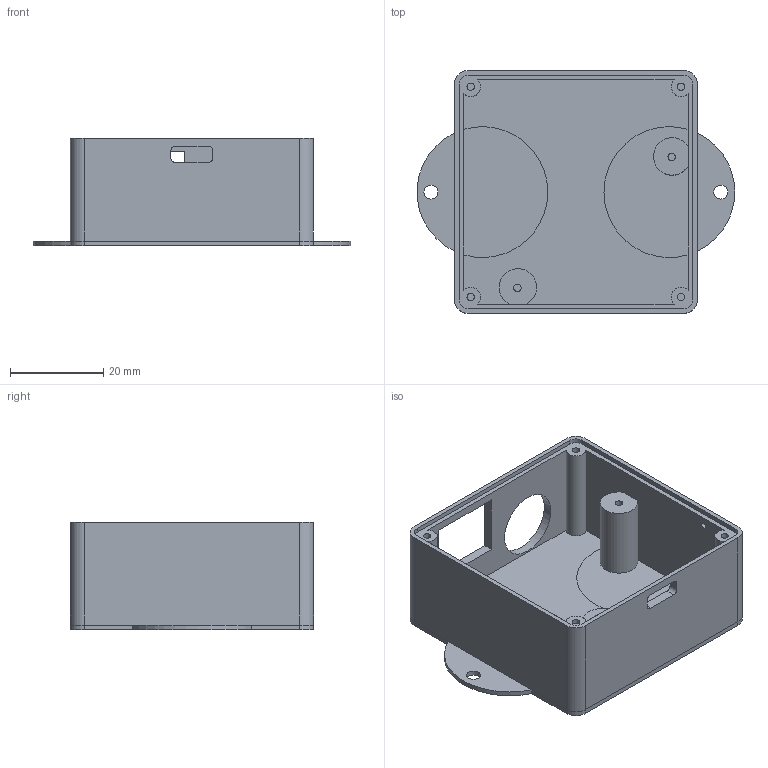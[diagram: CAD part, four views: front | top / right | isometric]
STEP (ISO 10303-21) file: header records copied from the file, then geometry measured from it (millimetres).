
FILE_DESCRIPTION(('FreeCAD Model'),'2;1');
FILE_NAME('Open CASCADE Shape Model','2021-07-21T11:39:04',('Author'),( ''),'Open CASCADE STEP processor 7.5','FreeCAD','Unknown');
FILE_SCHEMA(('AUTOMOTIVE_DESIGN { 1 0 10303 214 1 1 1 1 }'));
Length unit declared in the file: millimetre
Products named in the file (1): Main Enclosure
Bounding box: 67.95 x 52 x 23 mm (x, y, z)
Volume: 13036.3 mm3; surface area: 15147.5 mm2
Topology: 1 solids, 1 shells, 86 faces, 214 edges, 138 vertices
Faces by surface type: plane 50, cylinder 36
Full cylindrical faces by diameter (mm): 1.2 x1, 1.6 x6, 3 x2, 14 x1
Entity records: 5404 total; most frequent: CARTESIAN_POINT 1101, DIRECTION 794, ORIENTED_EDGE 428, PCURVE 428, DEFINITIONAL_REPRESENTATION 428, LINE 390, VECTOR 390, EDGE_CURVE 214
